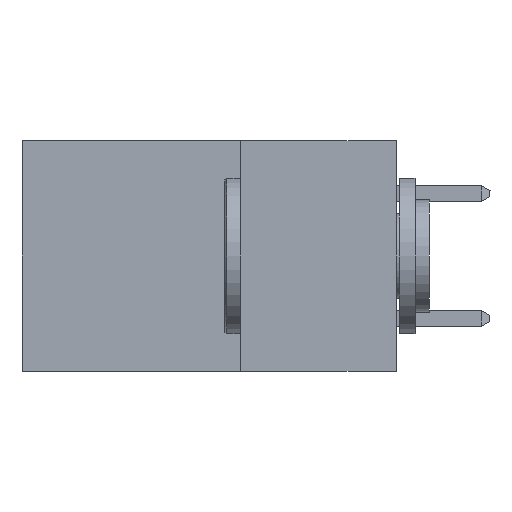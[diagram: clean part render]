
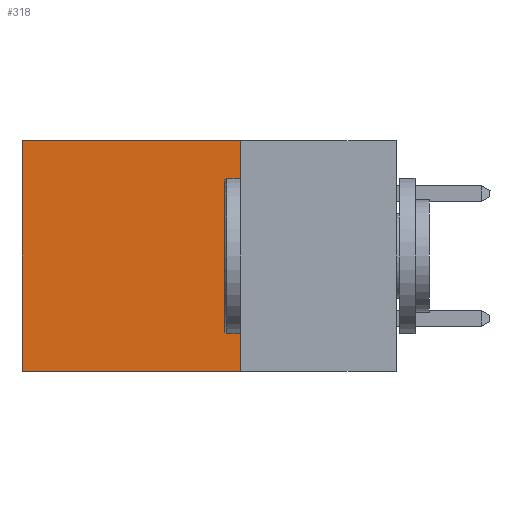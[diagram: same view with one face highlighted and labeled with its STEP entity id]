
A CAD part, left-side view. The second image highlights one B-rep face of the part: STEP entity #318.
In plain terms, the highlighted planar face has unit normal (-1, 0, 0).
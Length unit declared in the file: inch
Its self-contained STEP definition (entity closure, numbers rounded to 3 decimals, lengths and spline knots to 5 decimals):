
#318 = ADVANCED_FACE ( 'NONE', ( #17598 ), #10546, .F. ) ;
#655 = DIRECTION ( 'NONE',  ( 0., 1., 0. ) ) ;
#1018 = VECTOR ( 'NONE', #655, 39.37008 ) ;
#2884 = VECTOR ( 'NONE', #14656, 39.37008 ) ;
#3334 = CARTESIAN_POINT ( 'NONE',  ( 0.298, 0.25, 0. ) ) ;
#3391 = EDGE_CURVE ( 'NONE', #10744, #17581, #3591, .T. ) ;
#3591 = LINE ( 'NONE', #17665, #10451 ) ;
#3693 = CARTESIAN_POINT ( 'NONE',  ( 0.298, 0.25, 0. ) ) ;
#3937 = LINE ( 'NONE', #3334, #2884 ) ;
#4293 = EDGE_CURVE ( 'NONE', #17581, #5129, #14954, .T. ) ;
#4661 = CARTESIAN_POINT ( 'NONE',  ( 0.298, 0.6, 0. ) ) ;
#4943 = DIRECTION ( 'NONE',  ( 1., 0., 0. ) ) ;
#5129 = VERTEX_POINT ( 'NONE', #12659 ) ;
#6856 = EDGE_CURVE ( 'NONE', #10744, #19405, #3937, .T. ) ;
#7053 = CARTESIAN_POINT ( 'NONE',  ( 0.298, 0.25, -0.37 ) ) ;
#8839 = VECTOR ( 'NONE', #15858, 39.37008 ) ;
#9333 = AXIS2_PLACEMENT_3D ( 'NONE', #12361, #4943, #19335 ) ;
#9550 = CARTESIAN_POINT ( 'NONE',  ( 0.298, 0.25, -0.37 ) ) ;
#10451 = VECTOR ( 'NONE', #15901, 39.37008 ) ;
#10546 = PLANE ( 'NONE',  #9333 ) ;
#10744 = VERTEX_POINT ( 'NONE', #3693 ) ;
#10980 = EDGE_LOOP ( 'NONE', ( #11418, #11293, #13386, #11811 ) ) ;
#11293 = ORIENTED_EDGE ( 'NONE', *, *, #4293, .F. ) ;
#11418 = ORIENTED_EDGE ( 'NONE', *, *, #18701, .T. ) ;
#11811 = ORIENTED_EDGE ( 'NONE', *, *, #6856, .T. ) ;
#12361 = CARTESIAN_POINT ( 'NONE',  ( 0.298, 0.25, 0. ) ) ;
#12659 = CARTESIAN_POINT ( 'NONE',  ( 0.298, 0.6, -0.37 ) ) ;
#13386 = ORIENTED_EDGE ( 'NONE', *, *, #3391, .F. ) ;
#14656 = DIRECTION ( 'NONE',  ( 0., 1., 0. ) ) ;
#14954 = LINE ( 'NONE', #7053, #1018 ) ;
#15858 = DIRECTION ( 'NONE',  ( 0., 0., -1. ) ) ;
#15901 = DIRECTION ( 'NONE',  ( 0., 0., -1. ) ) ;
#17402 = LINE ( 'NONE', #4661, #8839 ) ;
#17538 = CARTESIAN_POINT ( 'NONE',  ( 0.298, 0.6, 0. ) ) ;
#17581 = VERTEX_POINT ( 'NONE', #9550 ) ;
#17598 = FACE_OUTER_BOUND ( 'NONE', #10980, .T. ) ;
#17665 = CARTESIAN_POINT ( 'NONE',  ( 0.298, 0.25, 0. ) ) ;
#18701 = EDGE_CURVE ( 'NONE', #19405, #5129, #17402, .T. ) ;
#19335 = DIRECTION ( 'NONE',  ( 0., 0., -1. ) ) ;
#19405 = VERTEX_POINT ( 'NONE', #17538 ) ;
